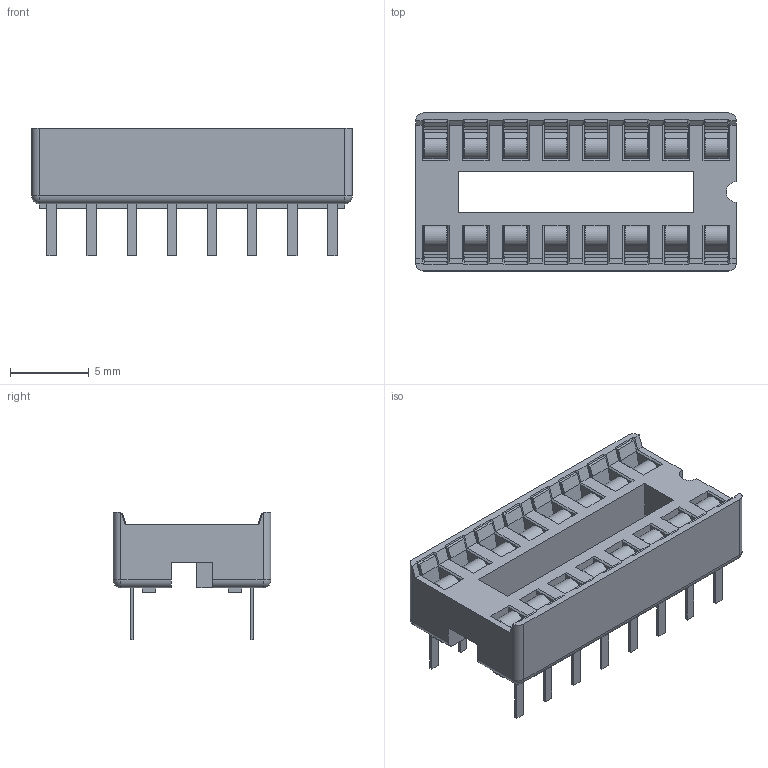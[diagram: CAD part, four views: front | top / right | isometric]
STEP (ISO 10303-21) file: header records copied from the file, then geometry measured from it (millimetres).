
FILE_DESCRIPTION((''),'2;1');
FILE_NAME('C-1-2199298-4','2014-11-04T',('workeradm'),('Tyco Electronics Ltd.'),'PRO/ENGINEER BY PARAMETRIC TECHNOLOGY CORPORATION, 2014090','PRO/ENGINEER BY PARAMETRIC TECHNOLOGY CORPORATION, 2014090','');
FILE_SCHEMA(('AUTOMOTIVE_DESIGN { 1 0 10303 214 1 1 1 1 }'));
Length unit declared in the file: millimetre
Products named in the file (1): C-1-2199298-4
Bounding box: 20.32 x 10 x 8.1 mm (x, y, z)
Volume: 629.3 mm3; surface area: 1088 mm2
Topology: 1 solids, 1 shells, 523 faces, 1462 edges, 940 vertices
Faces by surface type: plane 476, cylinder 43, sphere 4
Entity records: 16634 total; most frequent: CARTESIAN_POINT 2927, ORIENTED_EDGE 2924, DIRECTION 2594, EDGE_CURVE 1462, VECTOR 1376, LINE 1376, VERTEX_POINT 940, AXIS2_PLACEMENT_3D 609
